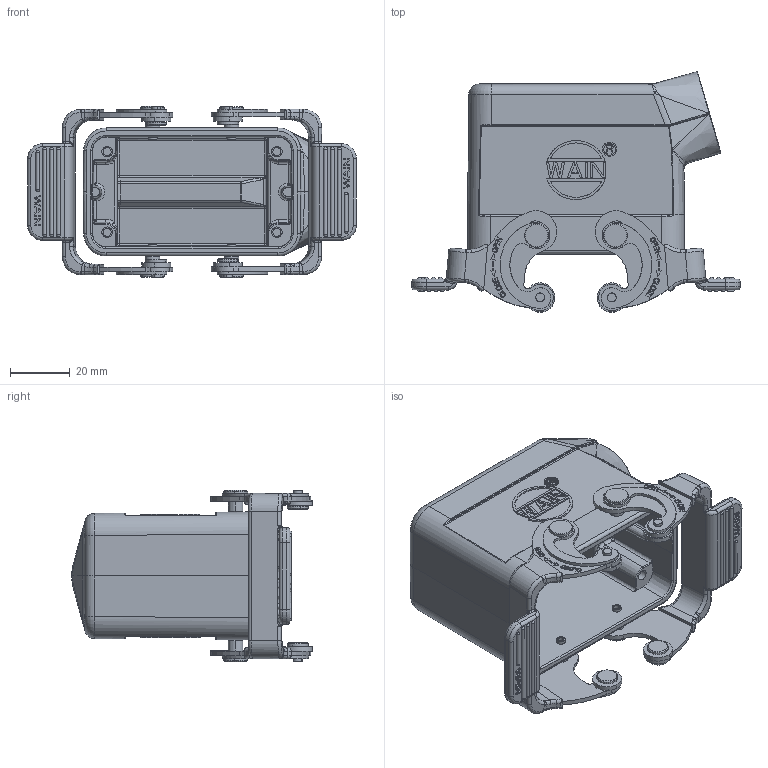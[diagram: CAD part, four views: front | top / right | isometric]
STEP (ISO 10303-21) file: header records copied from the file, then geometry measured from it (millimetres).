
FILE_DESCRIPTION((''),'2;1');
FILE_NAME('MSBR-1','2020-09-29T',('f.li'),(''),'PRO/ENGINEER BY PARAMETRIC TECHNOLOGY CORPORATION, 2012480','PRO/ENGINEER BY PARAMETRIC TECHNOLOGY CORPORATION, 2012480','');
FILE_SCHEMA(('CONFIG_CONTROL_DESIGN'));
Products named in the file (1): MSBR-1
Bounding box: 110.3 x 80.7 x 57.45 mm (x, y, z)
Volume: 72308.2 mm3; surface area: 44317.3 mm2
Topology: 2 solids, 3 shells, 1746 faces, 4550 edges, 2962 vertices
Faces by surface type: plane 817, cylinder 379, bspline 186, extrusion 162, torus 95, cone 62, sphere 45
Entity records: 63090 total; most frequent: CARTESIAN_POINT 21697, ORIENTED_EDGE 9058, DIRECTION 7697, EDGE_CURVE 4529, VERTEX_POINT 2962, VECTOR 2621, AXIS2_PLACEMENT_3D 2538, LINE 2459
